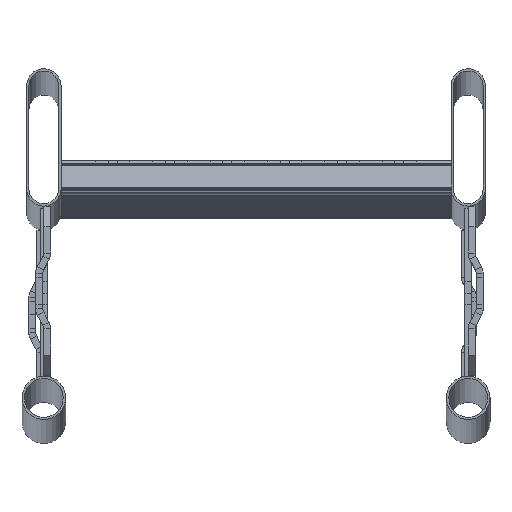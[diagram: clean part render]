
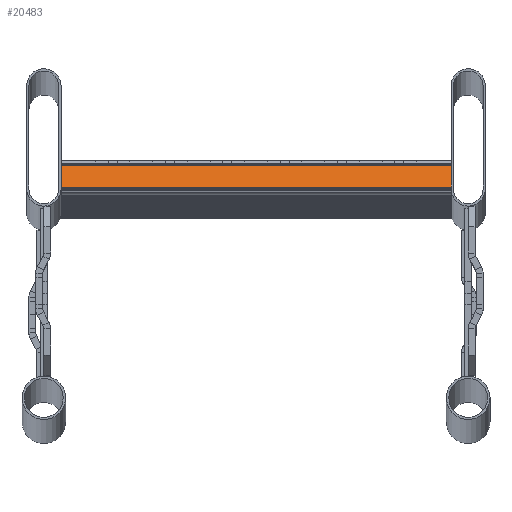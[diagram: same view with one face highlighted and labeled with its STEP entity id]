
A CAD part, top view. The second image highlights one B-rep face of the part: STEP entity #20483.
In plain terms, the highlighted planar face has unit normal (0, 0.314, 0.949).
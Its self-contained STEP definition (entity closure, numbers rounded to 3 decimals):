
#1207 = LINE ( 'NONE', #2811, #28215 ) ;
#1857 = EDGE_CURVE ( 'NONE', #29401, #43876, #1207, .T. ) ;
#2811 = CARTESIAN_POINT ( 'NONE',  ( 85., -11.715, 2886.067 ) ) ;
#6508 = CARTESIAN_POINT ( 'NONE',  ( -85., -21.715, 2889.374 ) ) ;
#7694 = ORIENTED_EDGE ( 'NONE', *, *, #1857, .T. ) ;
#7828 = CARTESIAN_POINT ( 'NONE',  ( -85., -11.715, 2886.067 ) ) ;
#10145 = AXIS2_PLACEMENT_3D ( 'NONE', #14678, #52355, #20071 ) ;
#14678 = CARTESIAN_POINT ( 'NONE',  ( 85., -11.715, 2886.067 ) ) ;
#18330 = CARTESIAN_POINT ( 'NONE',  ( 85., -11.715, 2886.067 ) ) ;
#20071 = DIRECTION ( 'NONE',  ( 0., -0.949, 0.314 ) ) ;
#20483 = ADVANCED_FACE ( 'NONE', ( #42333 ), #41538, .T. ) ;
#23238 = DIRECTION ( 'NONE',  ( 0., 0.949, -0.314 ) ) ;
#24931 = DIRECTION ( 'NONE',  ( -1., 0., 0. ) ) ;
#28215 = VECTOR ( 'NONE', #24931, 1000. ) ;
#28825 = EDGE_CURVE ( 'NONE', #34283, #29401, #44282, .T. ) ;
#28867 = LINE ( 'NONE', #31113, #57462 ) ;
#29401 = VERTEX_POINT ( 'NONE', #18330 ) ;
#29929 = VECTOR ( 'NONE', #23238, 1000. ) ;
#31113 = CARTESIAN_POINT ( 'NONE',  ( -85., -11.715, 2886.067 ) ) ;
#34121 = CARTESIAN_POINT ( 'NONE',  ( 85., -11.715, 2886.067 ) ) ;
#34283 = VERTEX_POINT ( 'NONE', #56184 ) ;
#36534 = DIRECTION ( 'NONE',  ( 0., 0.949, -0.314 ) ) ;
#37340 = VECTOR ( 'NONE', #49439, 1000. ) ;
#40233 = EDGE_CURVE ( 'NONE', #66721, #43876, #28867, .T. ) ;
#41538 = PLANE ( 'NONE',  #10145 ) ;
#42333 = FACE_OUTER_BOUND ( 'NONE', #64721, .T. ) ;
#43876 = VERTEX_POINT ( 'NONE', #7828 ) ;
#44282 = LINE ( 'NONE', #34121, #29929 ) ;
#49439 = DIRECTION ( 'NONE',  ( -1., 0., 0. ) ) ;
#51045 = EDGE_CURVE ( 'NONE', #34283, #66721, #64204, .T. ) ;
#52355 = DIRECTION ( 'NONE',  ( 0., 0.314, 0.949 ) ) ;
#56184 = CARTESIAN_POINT ( 'NONE',  ( 85., -21.715, 2889.374 ) ) ;
#57462 = VECTOR ( 'NONE', #36534, 1000. ) ;
#62298 = ORIENTED_EDGE ( 'NONE', *, *, #28825, .T. ) ;
#63182 = ORIENTED_EDGE ( 'NONE', *, *, #51045, .F. ) ;
#63939 = ORIENTED_EDGE ( 'NONE', *, *, #40233, .F. ) ;
#64204 = LINE ( 'NONE', #65364, #37340 ) ;
#64721 = EDGE_LOOP ( 'NONE', ( #63939, #63182, #62298, #7694 ) ) ;
#65364 = CARTESIAN_POINT ( 'NONE',  ( 85., -21.715, 2889.374 ) ) ;
#66721 = VERTEX_POINT ( 'NONE', #6508 ) ;
